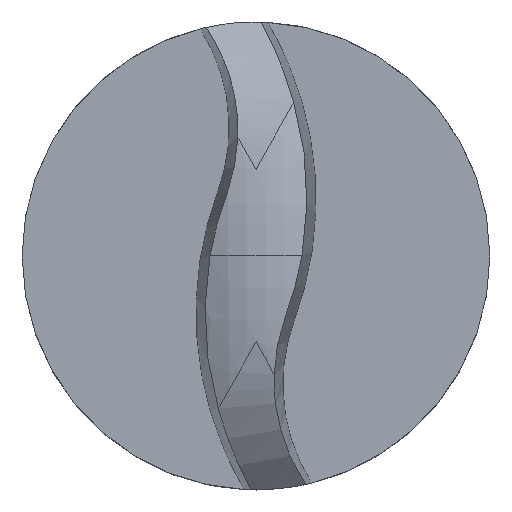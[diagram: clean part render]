
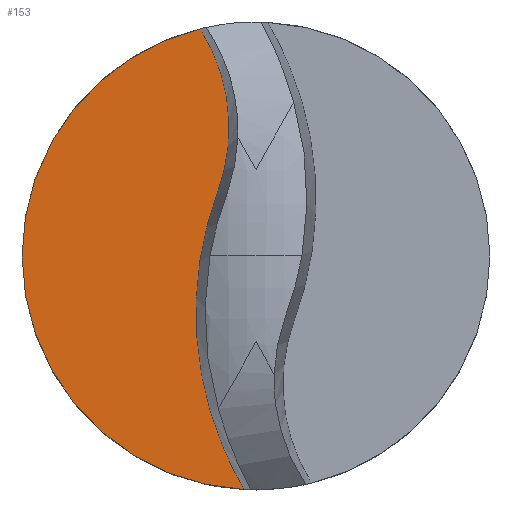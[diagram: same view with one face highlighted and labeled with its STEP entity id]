
A CAD part, top view. The second image highlights one B-rep face of the part: STEP entity #153.
In plain terms, the highlighted planar face has unit normal (0, 0, 1).
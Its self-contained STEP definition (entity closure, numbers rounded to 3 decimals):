
#7 = CIRCLE ( 'NONE', #4247, 18. ) ;
#153 = ADVANCED_FACE ( 'NONE', ( #839 ), #4071, .T. ) ;
#210 = EDGE_CURVE ( 'NONE', #1884, #1964, #7, .T. ) ;
#218 = EDGE_CURVE ( 'NONE', #1744, #1964, #2162, .T. ) ;
#276 = EDGE_CURVE ( 'NONE', #1744, #1884, #4672, .T. ) ;
#819 = AXIS2_PLACEMENT_3D ( 'NONE', #4155, #3959, #4102 ) ;
#839 = FACE_OUTER_BOUND ( 'NONE', #1826, .T. ) ;
#1744 = VERTEX_POINT ( 'NONE', #3467 ) ;
#1826 = EDGE_LOOP ( 'NONE', ( #4315, #4331, #4332 ) ) ;
#1884 = VERTEX_POINT ( 'NONE', #3525 ) ;
#1964 = VERTEX_POINT ( 'NONE', #3557 ) ;
#2162 = B_SPLINE_CURVE_WITH_KNOTS ( 'NONE', 3,
 ( #2550, #2322, #2441, #2351, #2338, #2619, #2720, #2450, #2329, #2347, #2618, #2435 ),
 .UNSPECIFIED., .F., .F.,
 ( 4, 1, 1, 1, 2, 1, 1, 1, 4 ),
 ( 0., 0.003, 0.007, 0.01, 0.013, 0.019, 0.025, 0.031, 0.037 ),
 .UNSPECIFIED. ) ;
#2275 = CARTESIAN_POINT ( 'NONE',  ( 0., 0., 3. ) ) ;
#2277 = DIRECTION ( 'NONE',  ( 1., 0., 0. ) ) ;
#2288 = DIRECTION ( 'NONE',  ( 0., 0., 1. ) ) ;
#2308 = CARTESIAN_POINT ( 'NONE',  ( 0., 0., 3. ) ) ;
#2311 = DIRECTION ( 'NONE',  ( 0., 0., 1. ) ) ;
#2314 = DIRECTION ( 'NONE',  ( 1., 0., 0. ) ) ;
#2322 = CARTESIAN_POINT ( 'NONE',  ( -3.686, 16.551, 3. ) ) ;
#2329 = CARTESIAN_POINT ( 'NONE',  ( -4.731, -6.78, 3. ) ) ;
#2338 = CARTESIAN_POINT ( 'NONE',  ( -2.055, 8.101, 3. ) ) ;
#2347 = CARTESIAN_POINT ( 'NONE',  ( -3.529, -12.66, 3. ) ) ;
#2351 = CARTESIAN_POINT ( 'NONE',  ( -2.026, 11.372, 3. ) ) ;
#2435 = CARTESIAN_POINT ( 'NONE',  ( -0.889, -17.978, 3. ) ) ;
#2441 = CARTESIAN_POINT ( 'NONE',  ( -2.734, 14.565, 3. ) ) ;
#2450 = CARTESIAN_POINT ( 'NONE',  ( -4.601, -0.779, 3. ) ) ;
#2550 = CARTESIAN_POINT ( 'NONE',  ( -4.276, 17.485, 3. ) ) ;
#2618 = CARTESIAN_POINT ( 'NONE',  ( -1.891, -16.286, 3. ) ) ;
#2619 = CARTESIAN_POINT ( 'NONE',  ( -2.572, 5.961, 3. ) ) ;
#2720 = CARTESIAN_POINT ( 'NONE',  ( -3.638, 3.081, 3. ) ) ;
#2823 = AXIS2_PLACEMENT_3D ( 'NONE', #2275, #2288, #2277 ) ;
#3467 = CARTESIAN_POINT ( 'NONE',  ( -4.276, 17.485, 3. ) ) ;
#3525 = CARTESIAN_POINT ( 'NONE',  ( -18., 0., 3. ) ) ;
#3557 = CARTESIAN_POINT ( 'NONE',  ( -0.889, -17.978, 3. ) ) ;
#3959 = DIRECTION ( 'NONE',  ( 0., 0., 1. ) ) ;
#4071 = PLANE ( 'NONE',  #819 ) ;
#4102 = DIRECTION ( 'NONE',  ( 1., 0., 0. ) ) ;
#4155 = CARTESIAN_POINT ( 'NONE',  ( 0., 0., 3. ) ) ;
#4247 = AXIS2_PLACEMENT_3D ( 'NONE', #2308, #2311, #2314 ) ;
#4315 = ORIENTED_EDGE ( 'NONE', *, *, #276, .T. ) ;
#4331 = ORIENTED_EDGE ( 'NONE', *, *, #210, .T. ) ;
#4332 = ORIENTED_EDGE ( 'NONE', *, *, #218, .F. ) ;
#4672 = CIRCLE ( 'NONE', #2823, 18. ) ;
